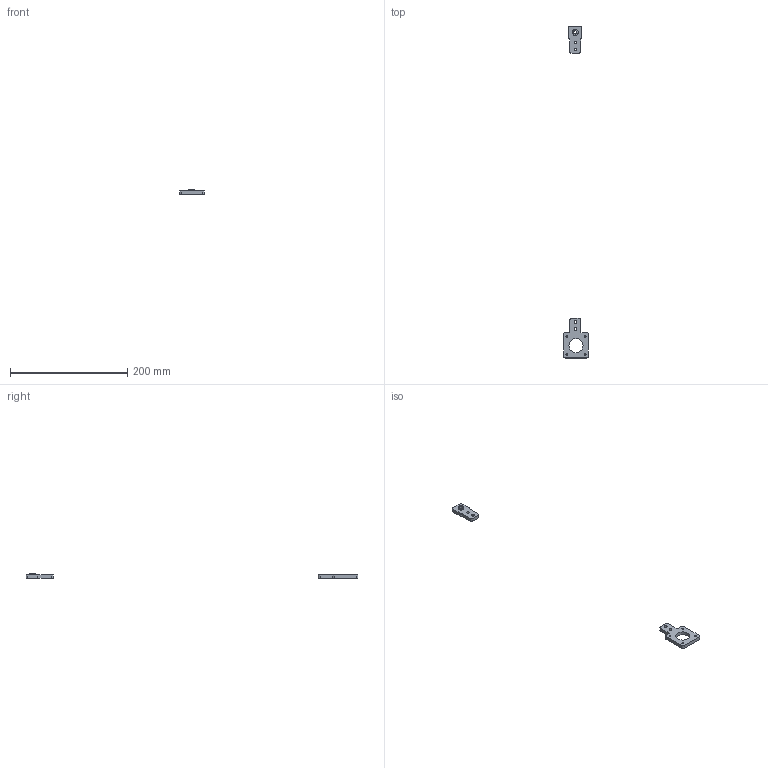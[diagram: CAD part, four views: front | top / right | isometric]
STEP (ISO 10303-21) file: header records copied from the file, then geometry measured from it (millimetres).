
FILE_DESCRIPTION(/* description */ ('STEP AP242','CAx-IF Rec.Pracs.---Representation and Presentation of Product Manufacturing Information (PMI)---4.0---2014-10-13','CAx-IF Rec.Pracs.---3D Tessellated Geometry---0.4---2014-09-14','2;1'),/* implementation_level */ '2;1');
FILE_NAME(/* name */ '662e3f906af28a5a4d843db9',/* time_stamp */ '2024-04-28T12:22:41Z',/* author */ (''),/* organization */ (''),/* preprocessor_version */ 'ST-DEVELOPER v20',/* originating_system */ ' ',/* authorisation */ ' ');
FILE_SCHEMA (('AP242_MANAGED_MODEL_BASED_3D_ENGINEERING_MIM_LF { 1 0 10303 442 1 1 4 }'));
Length unit declared in the file: metre
Products named in the file (2): stepper mount y-ax; idler mount y-ax
Bounding box: 42.32 x 565.34 x 8 mm (x, y, z)
Volume: 15967.9 mm3; surface area: 8574.7 mm2
Topology: 2 solids, 2 shells, 42 faces, 111 edges, 74 vertices
Faces by surface type: cylinder 23, plane 19
Full cylindrical faces by diameter (mm): 3.2 x4, 4.5 x4, 5.5 x1, 10 x1, 23.957 x1
Entity records: 1353 total; most frequent: DIRECTION 234, CARTESIAN_POINT 218, ORIENTED_EDGE 200, EDGE_CURVE 100, AXIS2_PLACEMENT_3D 90, VERTEX_POINT 74, EDGE_LOOP 74, FACE_BOUND 74
